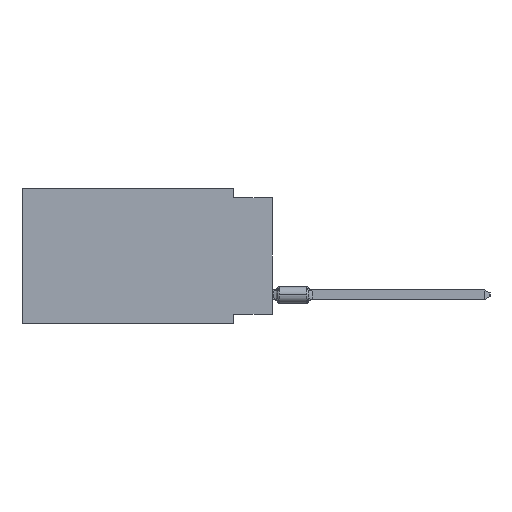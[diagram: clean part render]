
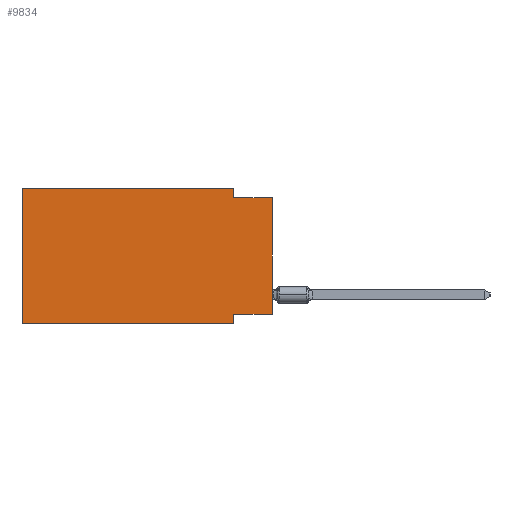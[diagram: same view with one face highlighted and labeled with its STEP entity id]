
A CAD part, left-side view. The second image highlights one B-rep face of the part: STEP entity #9834.
In plain terms, the highlighted planar face has unit normal (-1, 0, 0).
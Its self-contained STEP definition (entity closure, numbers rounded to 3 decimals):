
#778 = CARTESIAN_POINT ( 'NONE',  ( 0., 0., -0.635 ) ) ;
#780 = LINE ( 'NONE', #7417, #18033 ) ;
#902 = EDGE_CURVE ( 'NONE', #13781, #19635, #780, .T. ) ;
#964 = LINE ( 'NONE', #18404, #6038 ) ;
#1038 = DIRECTION ( 'NONE',  ( 0., -1., 0. ) ) ;
#1601 = CARTESIAN_POINT ( 'NONE',  ( 0., 16.383, 0. ) ) ;
#1764 = CARTESIAN_POINT ( 'NONE',  ( 0., 16.383, 0. ) ) ;
#2844 = LINE ( 'NONE', #778, #19484 ) ;
#3137 = CARTESIAN_POINT ( 'NONE',  ( 0., 2.54, -8.255 ) ) ;
#3178 = VERTEX_POINT ( 'NONE', #18873 ) ;
#3260 = AXIS2_PLACEMENT_3D ( 'NONE', #1764, #14653, #21032 ) ;
#3468 = LINE ( 'NONE', #24669, #21036 ) ;
#4636 = CARTESIAN_POINT ( 'NONE',  ( 0., 0., -8.255 ) ) ;
#5045 = LINE ( 'NONE', #15995, #23336 ) ;
#5574 = CARTESIAN_POINT ( 'NONE',  ( 0., 2.54, -8.89 ) ) ;
#5660 = ORIENTED_EDGE ( 'NONE', *, *, #7332, .T. ) ;
#6038 = VECTOR ( 'NONE', #22170, 1000. ) ;
#6058 = LINE ( 'NONE', #27250, #15415 ) ;
#6151 = EDGE_CURVE ( 'NONE', #17525, #18578, #6058, .T. ) ;
#6497 = LINE ( 'NONE', #17308, #7355 ) ;
#6516 = ORIENTED_EDGE ( 'NONE', *, *, #12680, .F. ) ;
#7332 = EDGE_CURVE ( 'NONE', #17525, #16924, #6497, .T. ) ;
#7355 = VECTOR ( 'NONE', #12884, 1000. ) ;
#7417 = CARTESIAN_POINT ( 'NONE',  ( 0., 16.383, -8.89 ) ) ;
#7918 = CARTESIAN_POINT ( 'NONE',  ( 0., 0., -0.635 ) ) ;
#8085 = EDGE_LOOP ( 'NONE', ( #5660, #19813, #6516, #26410, #26182, #11717, #26680, #16499 ) ) ;
#9622 = DIRECTION ( 'NONE',  ( 0., 0., 1. ) ) ;
#9834 = ADVANCED_FACE ( 'NONE', ( #25039 ), #12570, .F. ) ;
#10360 = DIRECTION ( 'NONE',  ( 0., 1., 0. ) ) ;
#11717 = ORIENTED_EDGE ( 'NONE', *, *, #902, .T. ) ;
#12570 = PLANE ( 'NONE',  #3260 ) ;
#12680 = EDGE_CURVE ( 'NONE', #14834, #3178, #3468, .T. ) ;
#12884 = DIRECTION ( 'NONE',  ( 0., 0., 1. ) ) ;
#13029 = EDGE_CURVE ( 'NONE', #18718, #14834, #964, .T. ) ;
#13781 = VERTEX_POINT ( 'NONE', #15593 ) ;
#14261 = EDGE_CURVE ( 'NONE', #18578, #19635, #22086, .T. ) ;
#14653 = DIRECTION ( 'NONE',  ( 1., 0., 0. ) ) ;
#14834 = VERTEX_POINT ( 'NONE', #22443 ) ;
#15181 = DIRECTION ( 'NONE',  ( 0., -1., 0. ) ) ;
#15415 = VECTOR ( 'NONE', #10360, 1000. ) ;
#15593 = CARTESIAN_POINT ( 'NONE',  ( 0., 16.383, -8.89 ) ) ;
#15995 = CARTESIAN_POINT ( 'NONE',  ( 0., 16.383, 0. ) ) ;
#16392 = EDGE_CURVE ( 'NONE', #13781, #18718, #5045, .T. ) ;
#16491 = CARTESIAN_POINT ( 'NONE',  ( 0., 2.54, -8.89 ) ) ;
#16499 = ORIENTED_EDGE ( 'NONE', *, *, #6151, .F. ) ;
#16924 = VERTEX_POINT ( 'NONE', #7918 ) ;
#17308 = CARTESIAN_POINT ( 'NONE',  ( 0., 0., 0. ) ) ;
#17525 = VERTEX_POINT ( 'NONE', #4636 ) ;
#18033 = VECTOR ( 'NONE', #1038, 1000. ) ;
#18404 = CARTESIAN_POINT ( 'NONE',  ( 0., 16.383, 0. ) ) ;
#18435 = DIRECTION ( 'NONE',  ( 0., 0., -1. ) ) ;
#18578 = VERTEX_POINT ( 'NONE', #3137 ) ;
#18718 = VERTEX_POINT ( 'NONE', #1601 ) ;
#18873 = CARTESIAN_POINT ( 'NONE',  ( 0., 2.54, -0.635 ) ) ;
#19484 = VECTOR ( 'NONE', #15181, 1000. ) ;
#19635 = VERTEX_POINT ( 'NONE', #16491 ) ;
#19813 = ORIENTED_EDGE ( 'NONE', *, *, #24531, .F. ) ;
#21032 = DIRECTION ( 'NONE',  ( 0., 0., -1. ) ) ;
#21036 = VECTOR ( 'NONE', #18435, 1000. ) ;
#22086 = LINE ( 'NONE', #5574, #26311 ) ;
#22170 = DIRECTION ( 'NONE',  ( 0., -1., 0. ) ) ;
#22443 = CARTESIAN_POINT ( 'NONE',  ( 0., 2.54, 0. ) ) ;
#23336 = VECTOR ( 'NONE', #9622, 1000. ) ;
#24531 = EDGE_CURVE ( 'NONE', #3178, #16924, #2844, .T. ) ;
#24669 = CARTESIAN_POINT ( 'NONE',  ( 0., 2.54, 0. ) ) ;
#25039 = FACE_OUTER_BOUND ( 'NONE', #8085, .T. ) ;
#26182 = ORIENTED_EDGE ( 'NONE', *, *, #16392, .F. ) ;
#26311 = VECTOR ( 'NONE', #26620, 1000. ) ;
#26410 = ORIENTED_EDGE ( 'NONE', *, *, #13029, .F. ) ;
#26620 = DIRECTION ( 'NONE',  ( 0., 0., -1. ) ) ;
#26680 = ORIENTED_EDGE ( 'NONE', *, *, #14261, .F. ) ;
#27250 = CARTESIAN_POINT ( 'NONE',  ( 0., 0., -8.255 ) ) ;
